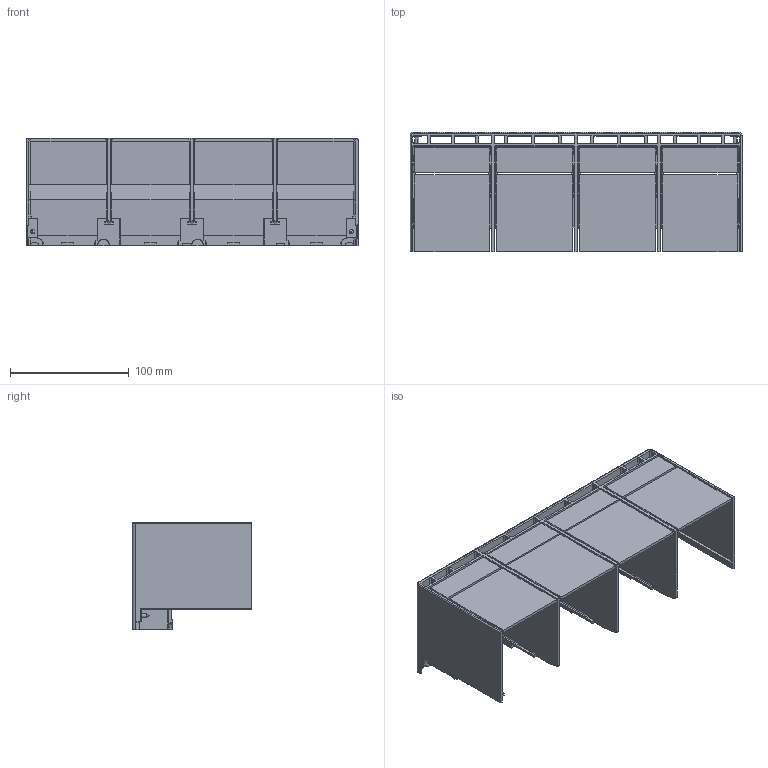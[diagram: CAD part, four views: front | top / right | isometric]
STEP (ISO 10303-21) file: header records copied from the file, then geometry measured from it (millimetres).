
FILE_DESCRIPTION((''),'2;1');
FILE_NAME('1SDH002065A1427_IGES','2019-07-03T',('ITSTCAR1'),(''),'CREO PARAMETRIC BY PTC INC, 2016050','CREO PARAMETRIC BY PTC INC, 2016050','');
FILE_SCHEMA(('AUTOMOTIVE_DESIGN { 1 0 10303 214 1 1 1 1 }'));
Length unit declared in the file: millimetre
Products named in the file (1): 1SDH002065A1427_IGES
Bounding box: 280 x 101 x 90.5 mm (x, y, z)
Volume: 316341 mm3; surface area: 278899.2 mm2
Topology: 1 solids, 1 shells, 1478 faces, 4577 edges, 3045 vertices
Faces by surface type: plane 1219, cylinder 245, revolution 4, sphere 4, cone 4, torus 2
Entity records: 54668 total; most frequent: CARTESIAN_POINT 10974, ORIENTED_EDGE 9138, DIRECTION 8152, EDGE_CURVE 4569, VECTOR 3680, LINE 3680, VERTEX_POINT 3045, AXIS2_PLACEMENT_3D 2234
